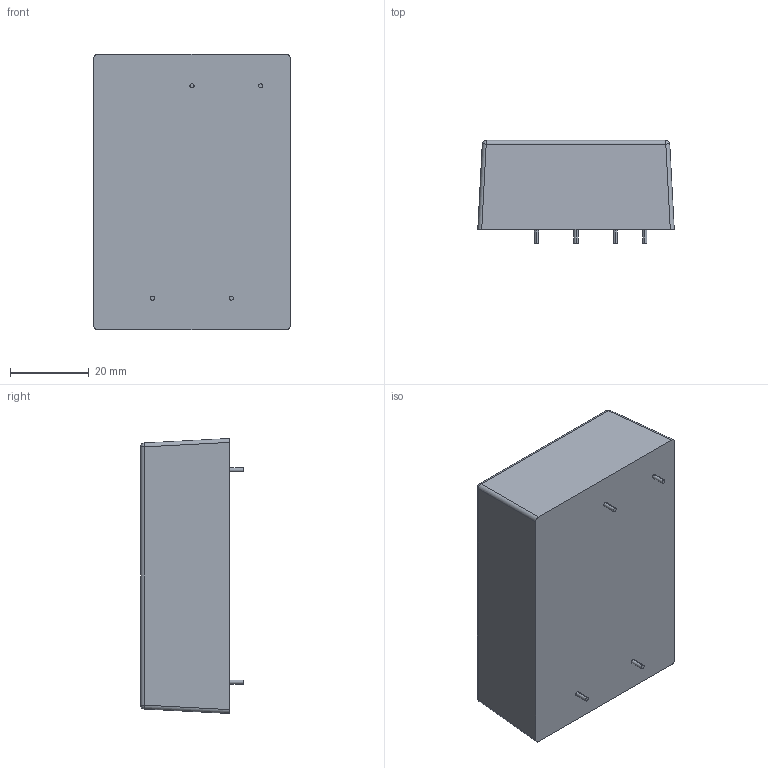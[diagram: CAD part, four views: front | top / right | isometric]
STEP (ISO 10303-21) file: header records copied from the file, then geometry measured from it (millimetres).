
FILE_DESCRIPTION (( 'STEP AP214' ), '1' );
FILE_NAME ('User Library-MeanWell PM.STEP', '2011-02-08T11:06:10', ( 'sysAdmin' ), ( 'SolidWorks' ), 'SwSTEP 2.0', 'SolidWorks 2011', '' );
FILE_SCHEMA (( 'AUTOMOTIVE_DESIGN' ));
Length unit declared in the file: millimetre
Products named in the file (1): User Library-MeanWell PM
Bounding box: 50 x 26.2 x 70 mm (x, y, z)
Volume: 74915.9 mm3; surface area: 12087.7 mm2
Topology: 1 solids, 1 shells, 39 faces, 88 edges, 52 vertices
Faces by surface type: cylinder 20, plane 15, sphere 4
Entity records: 1389 total; most frequent: DIRECTION 196, CARTESIAN_POINT 188, ORIENTED_EDGE 168, EDGE_CURVE 84, AXIS2_PLACEMENT_3D 76, VERTEX_POINT 52, VECTOR 44, EDGE_LOOP 44
